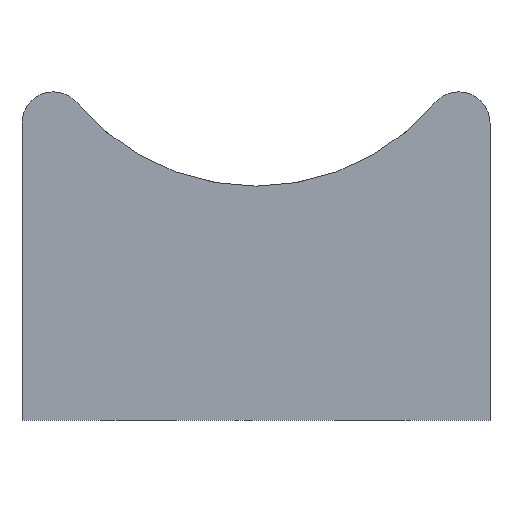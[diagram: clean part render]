
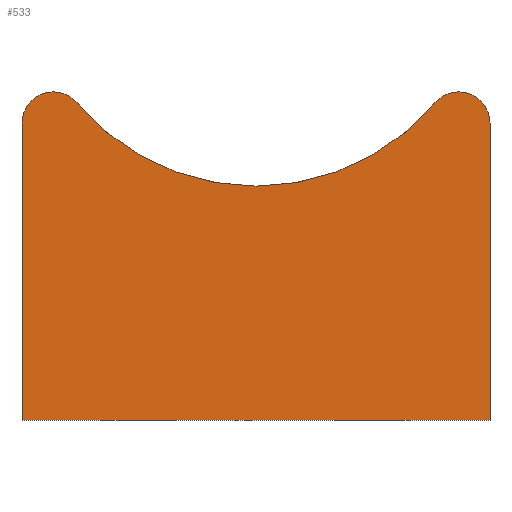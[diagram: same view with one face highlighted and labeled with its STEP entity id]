
A CAD part, front view. The second image highlights one B-rep face of the part: STEP entity #533.
In plain terms, the highlighted planar face has unit normal (0, -1, 0).
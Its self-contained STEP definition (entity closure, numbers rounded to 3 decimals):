
#24=PLANE($,#575);
#49=FACE_OUTER_BOUND($,#77,.T.);
#77=EDGE_LOOP($,(#406,#407,#408,#409,#410,#411));
#123=LINE($,#846,#177);
#132=LINE($,#870,#186);
#133=LINE($,#871,#187);
#177=VECTOR($,#656,1.905);
#186=VECTOR($,#673,1.905);
#187=VECTOR($,#674,3.);
#222=CIRCLE($,#572,0.2);
#224=CIRCLE($,#576,1.5);
#225=CIRCLE($,#577,0.2);
#249=VERTEX_POINT($,#839);
#250=VERTEX_POINT($,#841);
#251=VERTEX_POINT($,#845);
#260=VERTEX_POINT($,#865);
#261=VERTEX_POINT($,#867);
#262=VERTEX_POINT($,#869);
#307=EDGE_CURVE($,#249,#250,#222,.T.);
#309=EDGE_CURVE($,#250,#251,#123,.T.);
#319=EDGE_CURVE($,#260,#249,#224,.T.);
#320=EDGE_CURVE($,#261,#260,#225,.T.);
#321=EDGE_CURVE($,#262,#261,#132,.T.);
#322=EDGE_CURVE($,#251,#262,#133,.T.);
#406=ORIENTED_EDGE($,*,*,#307,.F.);
#407=ORIENTED_EDGE($,*,*,#319,.F.);
#408=ORIENTED_EDGE($,*,*,#320,.F.);
#409=ORIENTED_EDGE($,*,*,#321,.F.);
#410=ORIENTED_EDGE($,*,*,#322,.F.);
#411=ORIENTED_EDGE($,*,*,#309,.F.);
#533=ADVANCED_FACE($,(#49),#24,.F.);
#572=AXIS2_PLACEMENT_3D($,#842,#651,#652);
#575=AXIS2_PLACEMENT_3D($,#864,#667,#668);
#576=AXIS2_PLACEMENT_3D($,#866,#669,#670);
#577=AXIS2_PLACEMENT_3D($,#868,#671,#672);
#651=DIRECTION('center_axis',(0.,1.,0.));
#652=DIRECTION('ref_axis',(0.343,0.,0.939));
#656=DIRECTION($,(0.,0.,-1.));
#667=DIRECTION('center_axis',(0.,1.,0.));
#668=DIRECTION('ref_axis',(0.,0.,1.));
#669=DIRECTION('center_axis',(0.,-1.,0.));
#670=DIRECTION('ref_axis',(-1.,0.,0.));
#671=DIRECTION('center_axis',(0.,1.,0.));
#672=DIRECTION('ref_axis',(-0.343,0.,0.939));
#673=DIRECTION($,(0.,0.,1.));
#674=DIRECTION($,(-1.,0.,0.));
#839=CARTESIAN_POINT('',(-0.353,0.,2.033));
#841=CARTESIAN_POINT('',(0.,0.,1.905));
#842=CARTESIAN_POINT('Origin',(-0.2,0.,1.905));
#845=CARTESIAN_POINT('',(0.,0.,0.));
#846=CARTESIAN_POINT($,(0.,0.,3.));
#864=CARTESIAN_POINT('Origin',(-1.5,0.,1.295));
#865=CARTESIAN_POINT('',(-2.647,0.,2.033));
#866=CARTESIAN_POINT('Origin',(-1.5,0.,3.));
#867=CARTESIAN_POINT('',(-3.,0.,1.905));
#868=CARTESIAN_POINT('Origin',(-2.8,0.,1.905));
#869=CARTESIAN_POINT('',(-3.,0.,0.));
#870=CARTESIAN_POINT($,(-3.,0.,0.));
#871=CARTESIAN_POINT($,(0.,0.,0.));
